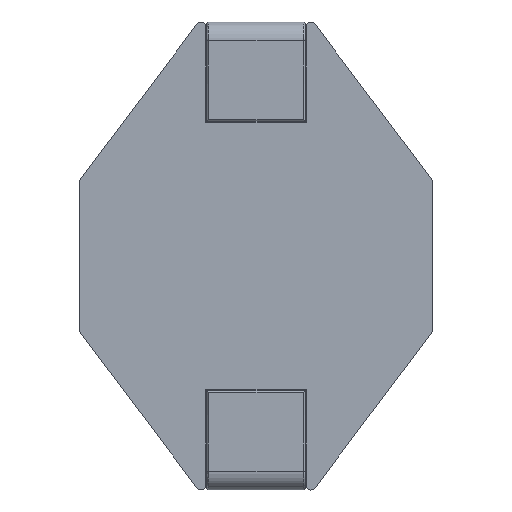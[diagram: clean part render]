
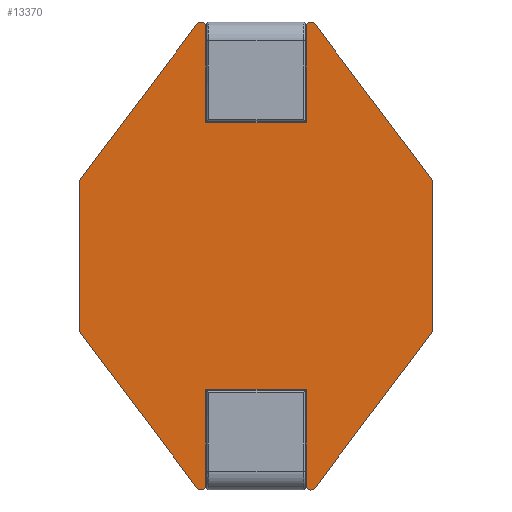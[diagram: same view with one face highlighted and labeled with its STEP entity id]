
A CAD part, front view. The second image highlights one B-rep face of the part: STEP entity #13370.
In plain terms, the highlighted planar face has unit normal (0, -1, 0).
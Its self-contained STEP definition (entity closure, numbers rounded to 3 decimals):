
#31 = EDGE_LOOP ( 'NONE', ( #14569, #14570, #14571, #14567, #14572, #14573, #14574, #14575, #14576, #14577, #14578, #14579, #14580, #14581, #14582, #14583, #14584, #14585 ) ) ;
#1323 = VECTOR ( 'NONE', #10891, 1000. ) ;
#1325 = CIRCLE ( 'NONE', #1330, 0.127 ) ;
#1327 = VECTOR ( 'NONE', #10897, 1000. ) ;
#1329 = VECTOR ( 'NONE', #10901, 1000. ) ;
#1330 = AXIS2_PLACEMENT_3D ( 'NONE', #10902, #10903, #10904 ) ;
#1332 = VECTOR ( 'NONE', #10908, 1000. ) ;
#1335 = VECTOR ( 'NONE', #10912, 1000. ) ;
#1337 = CIRCLE ( 'NONE', #1339, 0.127 ) ;
#1338 = VECTOR ( 'NONE', #10916, 1000. ) ;
#1339 = AXIS2_PLACEMENT_3D ( 'NONE', #10917, #10918, #10919 ) ;
#1341 = VECTOR ( 'NONE', #10923, 1000. ) ;
#1343 = CIRCLE ( 'NONE', #1347, 0.127 ) ;
#1345 = VECTOR ( 'NONE', #10929, 1000. ) ;
#1346 = VECTOR ( 'NONE', #10931, 1000. ) ;
#1347 = AXIS2_PLACEMENT_3D ( 'NONE', #10932, #10933, #10934 ) ;
#1350 = VECTOR ( 'NONE', #10938, 1000. ) ;
#1588 = AXIS2_PLACEMENT_3D ( 'NONE', #2827, #2828, #2829 ) ;
#2364 = CARTESIAN_POINT ( 'NONE',  ( 4.7, 0., -2.009 ) ) ;
#2365 = CARTESIAN_POINT ( 'NONE',  ( 4.7, 0., 2.009 ) ) ;
#2366 = CARTESIAN_POINT ( 'NONE',  ( 1.563, 0., -6.172 ) ) ;
#2367 = CARTESIAN_POINT ( 'NONE',  ( 1.335, 0., -6.095 ) ) ;
#2368 = CARTESIAN_POINT ( 'NONE',  ( 1.335, 0., -3.555 ) ) ;
#2369 = CARTESIAN_POINT ( 'NONE',  ( -1.335, 0., -3.555 ) ) ;
#2370 = CARTESIAN_POINT ( 'NONE',  ( -1.335, 0., -6.095 ) ) ;
#2371 = CARTESIAN_POINT ( 'NONE',  ( -1.563, 0., -6.172 ) ) ;
#2372 = CARTESIAN_POINT ( 'NONE',  ( -4.7, 0., -2.009 ) ) ;
#2373 = CARTESIAN_POINT ( 'NONE',  ( -4.7, 0., 2.009 ) ) ;
#2374 = CARTESIAN_POINT ( 'NONE',  ( -1.335, 0., 6.095 ) ) ;
#2375 = CARTESIAN_POINT ( 'NONE',  ( -1.335, 0., 3.555 ) ) ;
#2376 = CARTESIAN_POINT ( 'NONE',  ( 1.335, 0., 3.555 ) ) ;
#2377 = CARTESIAN_POINT ( 'NONE',  ( 1.563, 0., 6.172 ) ) ;
#2686 = FACE_OUTER_BOUND ( 'NONE', #31, .T. ) ;
#2826 = PLANE ( 'NONE',  #1588 ) ;
#2827 = CARTESIAN_POINT ( 'NONE',  ( 4.7, 0., 6.475 ) ) ;
#2828 = DIRECTION ( 'NONE',  ( 0., 1., 0. ) ) ;
#2829 = DIRECTION ( 'NONE',  ( 0., 0., 1. ) ) ;
#3126 = EDGE_CURVE ( 'NONE', #9196, #9195, #8386, .T. ) ;
#3129 = EDGE_CURVE ( 'NONE', #9195, #9197, #8388, .T. ) ;
#3131 = EDGE_CURVE ( 'NONE', #9197, #9198, #10065, .T. ) ;
#3294 = EDGE_CURVE ( 'NONE', #14677, #14679, #10184, .T. ) ;
#3302 = EDGE_CURVE ( 'NONE', #14674, #14682, #10190, .T. ) ;
#6561 = CARTESIAN_POINT ( 'NONE',  ( 1.462, 0., 6.095 ) ) ;
#6562 = DIRECTION ( 'NONE',  ( 0., 1., 0. ) ) ;
#6563 = DIRECTION ( 'NONE',  ( 0., 0., 1. ) ) ;
#6571 = CARTESIAN_POINT ( 'NONE',  ( -1.462, 0., 6.095 ) ) ;
#6572 = DIRECTION ( 'NONE',  ( 0., 1., 0. ) ) ;
#6573 = DIRECTION ( 'NONE',  ( 0., 0., 1. ) ) ;
#6828 = EDGE_CURVE ( 'NONE', #9198, #9199, #9726, .T. ) ;
#6831 = EDGE_CURVE ( 'NONE', #9199, #9200, #9729, .T. ) ;
#6833 = EDGE_CURVE ( 'NONE', #9200, #9201, #9731, .T. ) ;
#6834 = EDGE_CURVE ( 'NONE', #9201, #9202, #1325, .T. ) ;
#6836 = EDGE_CURVE ( 'NONE', #9202, #9203, #9733, .T. ) ;
#6838 = EDGE_CURVE ( 'NONE', #9203, #9204, #9735, .T. ) ;
#6840 = EDGE_CURVE ( 'NONE', #9204, #14674, #9737, .T. ) ;
#6841 = EDGE_CURVE ( 'NONE', #14682, #9205, #1337, .T. ) ;
#6843 = EDGE_CURVE ( 'NONE', #9205, #9206, #9739, .T. ) ;
#6846 = EDGE_CURVE ( 'NONE', #9206, #9207, #9742, .T. ) ;
#6847 = EDGE_CURVE ( 'NONE', #9207, #14677, #9743, .T. ) ;
#6848 = EDGE_CURVE ( 'NONE', #14679, #9208, #1343, .T. ) ;
#6850 = EDGE_CURVE ( 'NONE', #9208, #9196, #9745, .T. ) ;
#7970 = CARTESIAN_POINT ( 'NONE',  ( -1.563, 0., 6.172 ) ) ;
#7973 = CARTESIAN_POINT ( 'NONE',  ( 1.335, 0., 6.095 ) ) ;
#7975 = CARTESIAN_POINT ( 'NONE',  ( 1.462, 0., 6.222 ) ) ;
#7978 = CARTESIAN_POINT ( 'NONE',  ( -1.462, 0., 6.222 ) ) ;
#8386 = LINE ( 'NONE', #12532, #10063 ) ;
#8388 = LINE ( 'NONE', #12536, #10066 ) ;
#9195 = VERTEX_POINT ( 'NONE', #2364 ) ;
#9196 = VERTEX_POINT ( 'NONE', #2365 ) ;
#9197 = VERTEX_POINT ( 'NONE', #2366 ) ;
#9198 = VERTEX_POINT ( 'NONE', #2367 ) ;
#9199 = VERTEX_POINT ( 'NONE', #2368 ) ;
#9200 = VERTEX_POINT ( 'NONE', #2369 ) ;
#9201 = VERTEX_POINT ( 'NONE', #2370 ) ;
#9202 = VERTEX_POINT ( 'NONE', #2371 ) ;
#9203 = VERTEX_POINT ( 'NONE', #2372 ) ;
#9204 = VERTEX_POINT ( 'NONE', #2373 ) ;
#9205 = VERTEX_POINT ( 'NONE', #2374 ) ;
#9206 = VERTEX_POINT ( 'NONE', #2375 ) ;
#9207 = VERTEX_POINT ( 'NONE', #2376 ) ;
#9208 = VERTEX_POINT ( 'NONE', #2377 ) ;
#9726 = LINE ( 'NONE', #10890, #1323 ) ;
#9729 = LINE ( 'NONE', #10896, #1327 ) ;
#9731 = LINE ( 'NONE', #10900, #1329 ) ;
#9733 = LINE ( 'NONE', #10907, #1332 ) ;
#9735 = LINE ( 'NONE', #10911, #1335 ) ;
#9737 = LINE ( 'NONE', #10915, #1338 ) ;
#9739 = LINE ( 'NONE', #10922, #1341 ) ;
#9742 = LINE ( 'NONE', #10928, #1345 ) ;
#9743 = LINE ( 'NONE', #10930, #1346 ) ;
#9745 = LINE ( 'NONE', #10937, #1350 ) ;
#10063 = VECTOR ( 'NONE', #12533, 1000. ) ;
#10065 = CIRCLE ( 'NONE', #10067, 0.127 ) ;
#10066 = VECTOR ( 'NONE', #12537, 1000. ) ;
#10067 = AXIS2_PLACEMENT_3D ( 'NONE', #12538, #12539, #12540 ) ;
#10184 = CIRCLE ( 'NONE', #10186, 0.127 ) ;
#10186 = AXIS2_PLACEMENT_3D ( 'NONE', #6561, #6562, #6563 ) ;
#10190 = CIRCLE ( 'NONE', #10192, 0.127 ) ;
#10192 = AXIS2_PLACEMENT_3D ( 'NONE', #6571, #6572, #6573 ) ;
#10890 = CARTESIAN_POINT ( 'NONE',  ( 1.335, 0., 6.475 ) ) ;
#10891 = DIRECTION ( 'NONE',  ( 0., 0., 1. ) ) ;
#10896 = CARTESIAN_POINT ( 'NONE',  ( 4.7, 0., -3.555 ) ) ;
#10897 = DIRECTION ( 'NONE',  ( -1., 0., 0. ) ) ;
#10900 = CARTESIAN_POINT ( 'NONE',  ( -1.335, 0., 6.475 ) ) ;
#10901 = DIRECTION ( 'NONE',  ( 0., 0., -1. ) ) ;
#10902 = CARTESIAN_POINT ( 'NONE',  ( -1.462, 0., -6.095 ) ) ;
#10903 = DIRECTION ( 'NONE',  ( 0., 1., 0. ) ) ;
#10904 = DIRECTION ( 'NONE',  ( 0., 0., 1. ) ) ;
#10907 = CARTESIAN_POINT ( 'NONE',  ( -1.563, 0., -6.172 ) ) ;
#10908 = DIRECTION ( 'NONE',  ( -0.602, 0., 0.799 ) ) ;
#10911 = CARTESIAN_POINT ( 'NONE',  ( -4.7, 0., 6.475 ) ) ;
#10912 = DIRECTION ( 'NONE',  ( 0., 0., 1. ) ) ;
#10915 = CARTESIAN_POINT ( 'NONE',  ( -4.7, 0., 2.009 ) ) ;
#10916 = DIRECTION ( 'NONE',  ( 0.602, 0., 0.799 ) ) ;
#10917 = CARTESIAN_POINT ( 'NONE',  ( -1.462, 0., 6.095 ) ) ;
#10918 = DIRECTION ( 'NONE',  ( 0., 1., 0. ) ) ;
#10919 = DIRECTION ( 'NONE',  ( 0., 0., 1. ) ) ;
#10922 = CARTESIAN_POINT ( 'NONE',  ( -1.335, 0., 6.475 ) ) ;
#10923 = DIRECTION ( 'NONE',  ( 0., 0., -1. ) ) ;
#10928 = CARTESIAN_POINT ( 'NONE',  ( 4.7, 0., 3.555 ) ) ;
#10929 = DIRECTION ( 'NONE',  ( 1., 0., 0. ) ) ;
#10930 = CARTESIAN_POINT ( 'NONE',  ( 1.335, 0., 6.475 ) ) ;
#10931 = DIRECTION ( 'NONE',  ( 0., 0., 1. ) ) ;
#10932 = CARTESIAN_POINT ( 'NONE',  ( 1.462, 0., 6.095 ) ) ;
#10933 = DIRECTION ( 'NONE',  ( 0., 1., 0. ) ) ;
#10934 = DIRECTION ( 'NONE',  ( 0., 0., 1. ) ) ;
#10937 = CARTESIAN_POINT ( 'NONE',  ( 1.563, 0., 6.172 ) ) ;
#10938 = DIRECTION ( 'NONE',  ( 0.602, 0., -0.799 ) ) ;
#12532 = CARTESIAN_POINT ( 'NONE',  ( 4.7, 0., 6.475 ) ) ;
#12533 = DIRECTION ( 'NONE',  ( 0., 0., -1. ) ) ;
#12536 = CARTESIAN_POINT ( 'NONE',  ( 4.7, 0., -2.009 ) ) ;
#12537 = DIRECTION ( 'NONE',  ( -0.602, 0., -0.799 ) ) ;
#12538 = CARTESIAN_POINT ( 'NONE',  ( 1.462, 0., -6.095 ) ) ;
#12539 = DIRECTION ( 'NONE',  ( 0., 1., 0. ) ) ;
#12540 = DIRECTION ( 'NONE',  ( 0., 0., 1. ) ) ;
#13370 = ADVANCED_FACE ( 'NONE', ( #2686 ), #2826, .F. ) ;
#14567 = ORIENTED_EDGE ( 'NONE', *, *, #6847, .F. ) ;
#14569 = ORIENTED_EDGE ( 'NONE', *, *, #6850, .F. ) ;
#14570 = ORIENTED_EDGE ( 'NONE', *, *, #6848, .F. ) ;
#14571 = ORIENTED_EDGE ( 'NONE', *, *, #3294, .F. ) ;
#14572 = ORIENTED_EDGE ( 'NONE', *, *, #6846, .F. ) ;
#14573 = ORIENTED_EDGE ( 'NONE', *, *, #6843, .F. ) ;
#14574 = ORIENTED_EDGE ( 'NONE', *, *, #6841, .F. ) ;
#14575 = ORIENTED_EDGE ( 'NONE', *, *, #3302, .F. ) ;
#14576 = ORIENTED_EDGE ( 'NONE', *, *, #6840, .F. ) ;
#14577 = ORIENTED_EDGE ( 'NONE', *, *, #6838, .F. ) ;
#14578 = ORIENTED_EDGE ( 'NONE', *, *, #6836, .F. ) ;
#14579 = ORIENTED_EDGE ( 'NONE', *, *, #6834, .F. ) ;
#14580 = ORIENTED_EDGE ( 'NONE', *, *, #6833, .F. ) ;
#14581 = ORIENTED_EDGE ( 'NONE', *, *, #6831, .F. ) ;
#14582 = ORIENTED_EDGE ( 'NONE', *, *, #6828, .F. ) ;
#14583 = ORIENTED_EDGE ( 'NONE', *, *, #3131, .F. ) ;
#14584 = ORIENTED_EDGE ( 'NONE', *, *, #3129, .F. ) ;
#14585 = ORIENTED_EDGE ( 'NONE', *, *, #3126, .F. ) ;
#14674 = VERTEX_POINT ( 'NONE', #7970 ) ;
#14677 = VERTEX_POINT ( 'NONE', #7973 ) ;
#14679 = VERTEX_POINT ( 'NONE', #7975 ) ;
#14682 = VERTEX_POINT ( 'NONE', #7978 ) ;
